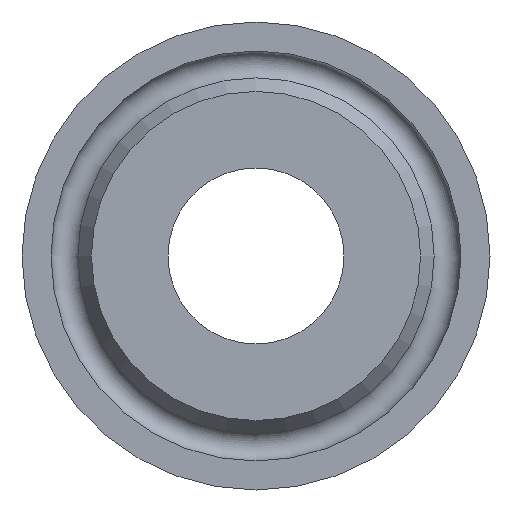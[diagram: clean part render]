
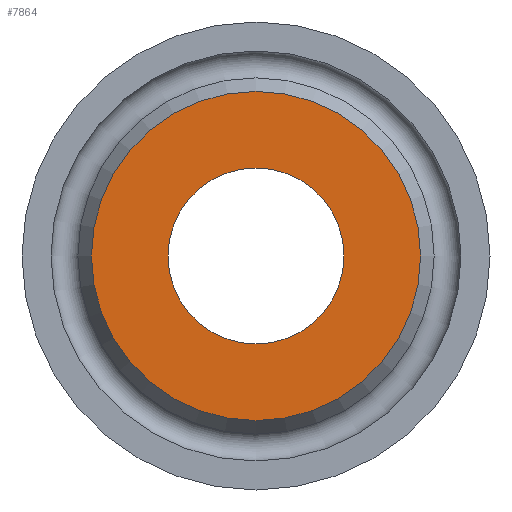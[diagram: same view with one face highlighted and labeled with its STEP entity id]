
A CAD part, left-side view. The second image highlights one B-rep face of the part: STEP entity #7864.
In plain terms, the highlighted planar face has unit normal (-1, 0, 0).
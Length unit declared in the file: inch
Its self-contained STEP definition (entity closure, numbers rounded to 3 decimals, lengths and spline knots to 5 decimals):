
#71=FACE_BOUND('',#1349,.T.);
#444=PLANE('',#8347);
#872=FACE_OUTER_BOUND('',#1348,.T.);
#1348=EDGE_LOOP('',(#7333,#7334));
#1349=EDGE_LOOP('',(#7335,#7336));
#1976=CIRCLE('',#8345,0.185);
#1977=CIRCLE('',#8346,0.185);
#1978=CIRCLE('',#8348,0.34605);
#1979=CIRCLE('',#8349,0.34605);
#3838=VERTEX_POINT('',#18421);
#3839=VERTEX_POINT('',#18423);
#3840=VERTEX_POINT('',#18427);
#3841=VERTEX_POINT('',#18428);
#5006=EDGE_CURVE('',#3839,#3838,#1976,.T.);
#5007=EDGE_CURVE('',#3838,#3839,#1977,.T.);
#5008=EDGE_CURVE('',#3840,#3841,#1978,.T.);
#5009=EDGE_CURVE('',#3841,#3840,#1979,.T.);
#7333=ORIENTED_EDGE('',*,*,#5008,.F.);
#7334=ORIENTED_EDGE('',*,*,#5009,.F.);
#7335=ORIENTED_EDGE('',*,*,#5006,.T.);
#7336=ORIENTED_EDGE('',*,*,#5007,.T.);
#7864=ADVANCED_FACE('',(#872,#71),#444,.T.);
#8345=AXIS2_PLACEMENT_3D('',#18424,#9812,#9813);
#8346=AXIS2_PLACEMENT_3D('',#18425,#9814,#9815);
#8347=AXIS2_PLACEMENT_3D('',#18426,#9816,#9817);
#8348=AXIS2_PLACEMENT_3D('',#18429,#9818,#9819);
#8349=AXIS2_PLACEMENT_3D('',#18430,#9820,#9821);
#9812=DIRECTION('center_axis',(1.,0.,0.));
#9813=DIRECTION('ref_axis',(0.,1.,0.));
#9814=DIRECTION('center_axis',(1.,0.,0.));
#9815=DIRECTION('ref_axis',(0.,1.,0.));
#9816=DIRECTION('center_axis',(-1.,0.,0.));
#9817=DIRECTION('ref_axis',(0.,0.,1.));
#9818=DIRECTION('center_axis',(1.,0.,0.));
#9819=DIRECTION('ref_axis',(0.,1.,0.));
#9820=DIRECTION('center_axis',(1.,0.,0.));
#9821=DIRECTION('ref_axis',(0.,1.,0.));
#18421=CARTESIAN_POINT('',(0.031,-0.185,0.));
#18423=CARTESIAN_POINT('',(0.031,0.185,0.));
#18424=CARTESIAN_POINT('Origin',(0.031,0.,0.));
#18425=CARTESIAN_POINT('Origin',(0.031,0.,0.));
#18426=CARTESIAN_POINT('Origin',(0.031,0.26553,0.));
#18427=CARTESIAN_POINT('',(0.031,0.34605,0.));
#18428=CARTESIAN_POINT('',(0.031,-0.34605,0.));
#18429=CARTESIAN_POINT('Origin',(0.031,0.,0.));
#18430=CARTESIAN_POINT('Origin',(0.031,0.,0.));
